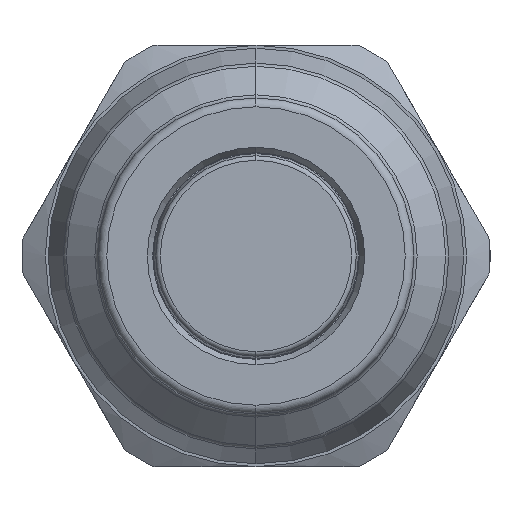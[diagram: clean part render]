
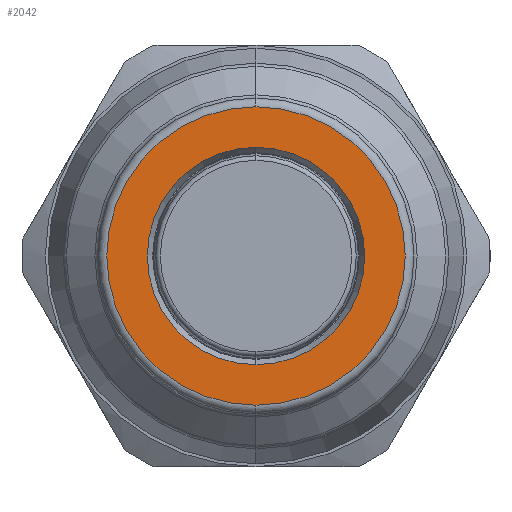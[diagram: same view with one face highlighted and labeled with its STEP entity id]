
A CAD part, left-side view. The second image highlights one B-rep face of the part: STEP entity #2042.
In plain terms, the highlighted planar face has unit normal (-1, 0, 0).
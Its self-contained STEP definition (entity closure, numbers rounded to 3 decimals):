
#6 = VERTEX_POINT ( 'NONE', #425 ) ;
#425 = CARTESIAN_POINT ( 'NONE',  ( 0., 0., -9.287 ) ) ;
#1560 = DIRECTION ( 'NONE',  ( 0., 0., 1. ) ) ;
#1561 = DIRECTION ( 'NONE',  ( -1., 0., 0. ) ) ;
#1562 = AXIS2_PLACEMENT_3D ( 'NONE', #1564, #1561, #1560 ) ;
#1563 = CARTESIAN_POINT ( 'NONE',  ( 0., 0., 0. ) ) ;
#1564 = CARTESIAN_POINT ( 'NONE',  ( 0., 9.287, 0. ) ) ;
#1565 = PLANE ( 'NONE',  #1562 ) ;
#1566 = FACE_BOUND ( 'NONE', #2047, .T. ) ;
#1567 = FACE_OUTER_BOUND ( 'NONE', #2043, .T. ) ;
#1568 = DIRECTION ( 'NONE',  ( 0., 0., 1. ) ) ;
#1569 = DIRECTION ( 'NONE',  ( -1., 0., 0. ) ) ;
#1570 = CARTESIAN_POINT ( 'NONE',  ( 0., 0., 0. ) ) ;
#1571 = AXIS2_PLACEMENT_3D ( 'NONE', #1570, #1569, #1568 ) ;
#1572 = CIRCLE ( 'NONE', #1571, 9.287 ) ;
#1648 = DIRECTION ( 'NONE',  ( 0., 0., 1. ) ) ;
#1649 = DIRECTION ( 'NONE',  ( -1., 0., 0. ) ) ;
#1650 = AXIS2_PLACEMENT_3D ( 'NONE', #1563, #1649, #1648 ) ;
#1651 = CIRCLE ( 'NONE', #1650, 12.75 ) ;
#1853 = CARTESIAN_POINT ( 'NONE',  ( 0., 0., 12.75 ) ) ;
#1854 = DIRECTION ( 'NONE',  ( 0., 0., 1. ) ) ;
#1855 = DIRECTION ( 'NONE',  ( -1., 0., 0. ) ) ;
#1856 = CARTESIAN_POINT ( 'NONE',  ( 0., 0., 0. ) ) ;
#1857 = AXIS2_PLACEMENT_3D ( 'NONE', #1856, #1855, #1854 ) ;
#1858 = CIRCLE ( 'NONE', #1857, 12.75 ) ;
#1859 = CARTESIAN_POINT ( 'NONE',  ( 0., 0., -12.75 ) ) ;
#1960 = CARTESIAN_POINT ( 'NONE',  ( 0., 0., 9.287 ) ) ;
#1961 = DIRECTION ( 'NONE',  ( 0., 0., 1. ) ) ;
#1962 = DIRECTION ( 'NONE',  ( -1., 0., 0. ) ) ;
#1963 = CARTESIAN_POINT ( 'NONE',  ( 0., 0., 0. ) ) ;
#1964 = AXIS2_PLACEMENT_3D ( 'NONE', #1963, #1962, #1961 ) ;
#1968 = CIRCLE ( 'NONE', #1964, 9.287 ) ;
#2041 = EDGE_CURVE ( 'NONE', #2319, #6, #1572, .T. ) ;
#2042 = ADVANCED_FACE ( 'NONE', ( #1567, #1566 ), #1565, .T. ) ;
#2043 = EDGE_LOOP ( 'NONE', ( #2044, #2045 ) ) ;
#2044 = ORIENTED_EDGE ( 'NONE', *, *, #2279, .T. ) ;
#2045 = ORIENTED_EDGE ( 'NONE', *, *, #2046, .T. ) ;
#2046 = EDGE_CURVE ( 'NONE', #2276, #2280, #1651, .T. ) ;
#2047 = EDGE_LOOP ( 'NONE', ( #2048, #2297 ) ) ;
#2048 = ORIENTED_EDGE ( 'NONE', *, *, #2041, .F. ) ;
#2276 = VERTEX_POINT ( 'NONE', #1859 ) ;
#2279 = EDGE_CURVE ( 'NONE', #2280, #2276, #1858, .T. ) ;
#2280 = VERTEX_POINT ( 'NONE', #1853 ) ;
#2297 = ORIENTED_EDGE ( 'NONE', *, *, #2318, .F. ) ;
#2318 = EDGE_CURVE ( 'NONE', #6, #2319, #1968, .T. ) ;
#2319 = VERTEX_POINT ( 'NONE', #1960 ) ;
